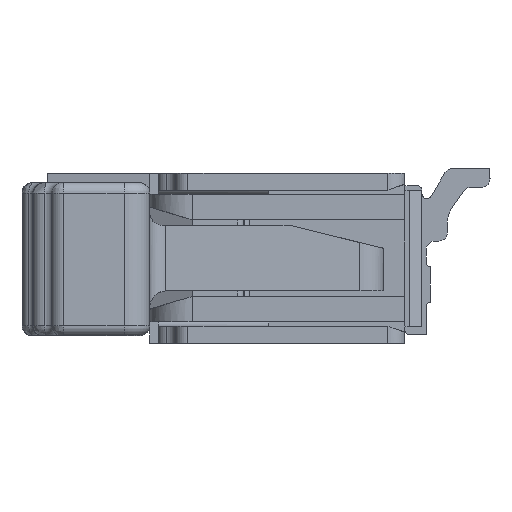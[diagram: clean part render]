
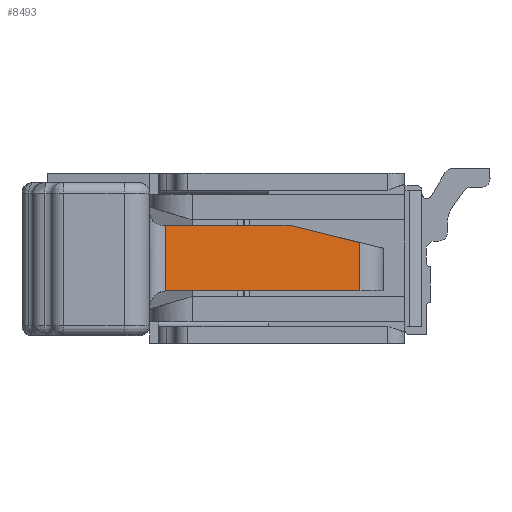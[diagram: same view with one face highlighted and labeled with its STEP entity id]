
A CAD part, left-side view. The second image highlights one B-rep face of the part: STEP entity #8493.
In plain terms, the highlighted planar face has unit normal (-0.997, -0.072, 0).
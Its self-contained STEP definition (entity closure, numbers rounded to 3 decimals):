
#8101 = VERTEX_POINT('',#8102);
#8102 = CARTESIAN_POINT('',(-19.685,-3.15,
    0.385));
#8108 = EDGE_CURVE('',#8101,#8109,#8111,.T.);
#8109 = VERTEX_POINT('',#8110);
#8110 = CARTESIAN_POINT('',(-19.792,-1.685,
    0.385));
#8111 = LINE('',#8112,#8113);
#8112 = CARTESIAN_POINT('',(-19.685,-3.15,
    0.385));
#8113 = VECTOR('',#8114,1.);
#8114 = DIRECTION('',(-0.073,0.997,
    0.));
#8298 = VERTEX_POINT('',#8299);
#8299 = CARTESIAN_POINT('',(-19.79,-1.7,
    -0.385));
#8305 = EDGE_CURVE('',#8298,#8306,#8308,.T.);
#8306 = VERTEX_POINT('',#8307);
#8307 = CARTESIAN_POINT('',(-19.625,-3.972,
    -0.385));
#8308 = LINE('',#8309,#8310);
#8309 = CARTESIAN_POINT('',(-19.79,-1.7,
    -0.385));
#8310 = VECTOR('',#8311,1.);
#8311 = DIRECTION('',(0.073,-0.997,0.));
#8440 = VERTEX_POINT('',#8441);
#8441 = CARTESIAN_POINT('',(-19.792,-1.685,
    -0.386));
#8453 = EDGE_CURVE('',#8440,#8298,#8454,.T.);
#8454 = B_SPLINE_CURVE_WITH_KNOTS('',3,(#8455,#8456,#8457,#8458),
  .UNSPECIFIED.,.F.,.F.,(4,4),(0.,1.),.PIECEWISE_BEZIER_KNOTS.);
#8455 = CARTESIAN_POINT('',(-19.792,-1.685,
    -0.386));
#8456 = CARTESIAN_POINT('',(-19.791,-1.69,
    -0.385));
#8457 = CARTESIAN_POINT('',(-19.791,-1.695,
    -0.385));
#8458 = CARTESIAN_POINT('',(-19.79,-1.7,
    -0.385));
#8470 = EDGE_CURVE('',#8109,#8440,#8471,.T.);
#8471 = LINE('',#8472,#8473);
#8472 = CARTESIAN_POINT('',(-19.792,-1.685,
    0.385));
#8473 = VECTOR('',#8474,1.);
#8474 = DIRECTION('',(0.,0.,-1.));
#8493 = ADVANCED_FACE('',(#8494),#8514,.F.);
#8494 = FACE_BOUND('',#8495,.F.);
#8495 = EDGE_LOOP('',(#8496,#8504,#8510,#8511,#8512,#8513));
#8496 = ORIENTED_EDGE('',*,*,#8497,.T.);
#8497 = EDGE_CURVE('',#8101,#8498,#8500,.T.);
#8498 = VERTEX_POINT('',#8499);
#8499 = CARTESIAN_POINT('',(-19.625,-3.972,
    0.183));
#8500 = LINE('',#8501,#8502);
#8501 = CARTESIAN_POINT('',(-19.685,-3.15,
    0.385));
#8502 = VECTOR('',#8503,1.);
#8503 = DIRECTION('',(0.07,-0.969,-0.238)
  );
#8504 = ORIENTED_EDGE('',*,*,#8505,.F.);
#8505 = EDGE_CURVE('',#8306,#8498,#8506,.T.);
#8506 = LINE('',#8507,#8508);
#8507 = CARTESIAN_POINT('',(-19.625,-3.972,
    -0.385));
#8508 = VECTOR('',#8509,1.);
#8509 = DIRECTION('',(0.,0.,1.));
#8510 = ORIENTED_EDGE('',*,*,#8305,.F.);
#8511 = ORIENTED_EDGE('',*,*,#8453,.F.);
#8512 = ORIENTED_EDGE('',*,*,#8470,.F.);
#8513 = ORIENTED_EDGE('',*,*,#8108,.F.);
#8514 = PLANE('',#8515);
#8515 = AXIS2_PLACEMENT_3D('',#8516,#8517,#8518);
#8516 = CARTESIAN_POINT('',(-19.708,-2.829,
    0.));
#8517 = DIRECTION('',(0.997,0.073,0.));
#8518 = DIRECTION('',(0.,0.,-1.));
